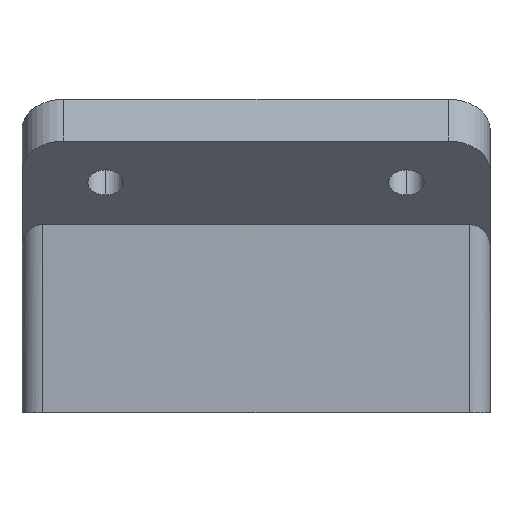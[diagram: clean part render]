
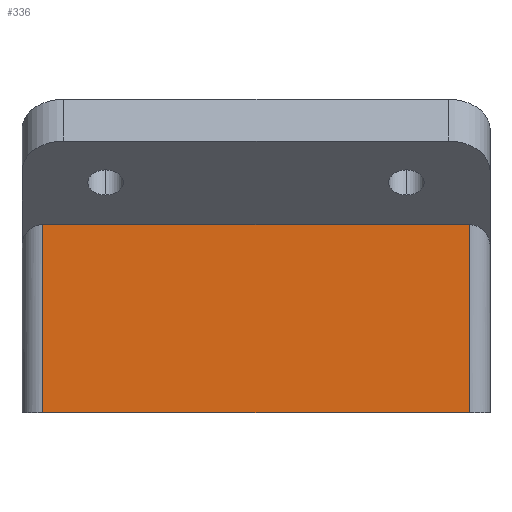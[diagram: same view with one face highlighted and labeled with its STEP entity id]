
A CAD part, left-side view. The second image highlights one B-rep face of the part: STEP entity #336.
In plain terms, the highlighted planar face has unit normal (-1, 0, 0).
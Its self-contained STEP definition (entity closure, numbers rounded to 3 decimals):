
#49 = VERTEX_POINT ( 'NONE', #1087 ) ;
#123 = EDGE_CURVE ( 'NONE', #317, #579, #140, .T. ) ;
#140 = LINE ( 'NONE', #654, #436 ) ;
#192 = PLANE ( 'NONE',  #1195 ) ;
#208 = EDGE_CURVE ( 'NONE', #49, #409, #1034, .T. ) ;
#218 = CARTESIAN_POINT ( 'NONE',  ( -40., 51., 45. ) ) ;
#279 = ORIENTED_EDGE ( 'NONE', *, *, #123, .T. ) ;
#283 = CARTESIAN_POINT ( 'NONE',  ( -40., 56., 0. ) ) ;
#285 = DIRECTION ( 'NONE',  ( 1., 0., 0. ) ) ;
#289 = CARTESIAN_POINT ( 'NONE',  ( -40., 56., 100. ) ) ;
#317 = VERTEX_POINT ( 'NONE', #401 ) ;
#336 = ADVANCED_FACE ( 'NONE', ( #1275 ), #192, .F. ) ;
#390 = ORIENTED_EDGE ( 'NONE', *, *, #457, .T. ) ;
#401 = CARTESIAN_POINT ( 'NONE',  ( -40., -51., 45. ) ) ;
#406 = ORIENTED_EDGE ( 'NONE', *, *, #515, .T. ) ;
#409 = VERTEX_POINT ( 'NONE', #1143 ) ;
#436 = VECTOR ( 'NONE', #968, 1000. ) ;
#457 = EDGE_CURVE ( 'NONE', #409, #317, #949, .T. ) ;
#515 = EDGE_CURVE ( 'NONE', #579, #49, #1085, .T. ) ;
#535 = EDGE_LOOP ( 'NONE', ( #279, #406, #1104, #390 ) ) ;
#579 = VERTEX_POINT ( 'NONE', #218 ) ;
#654 = CARTESIAN_POINT ( 'NONE',  ( -40., 56., 45. ) ) ;
#814 = DIRECTION ( 'NONE',  ( 0., 0., -1. ) ) ;
#897 = VECTOR ( 'NONE', #1009, 1000. ) ;
#949 = LINE ( 'NONE', #1158, #1300 ) ;
#968 = DIRECTION ( 'NONE',  ( 0., 1., 0. ) ) ;
#1003 = VECTOR ( 'NONE', #1170, 1000. ) ;
#1009 = DIRECTION ( 'NONE',  ( 0., -1., 0. ) ) ;
#1034 = LINE ( 'NONE', #283, #897 ) ;
#1085 = LINE ( 'NONE', #1177, #1003 ) ;
#1087 = CARTESIAN_POINT ( 'NONE',  ( -40., 51., 0. ) ) ;
#1104 = ORIENTED_EDGE ( 'NONE', *, *, #208, .T. ) ;
#1143 = CARTESIAN_POINT ( 'NONE',  ( -40., -51., 0. ) ) ;
#1158 = CARTESIAN_POINT ( 'NONE',  ( -40., -51., 100. ) ) ;
#1170 = DIRECTION ( 'NONE',  ( 0., 0., -1. ) ) ;
#1177 = CARTESIAN_POINT ( 'NONE',  ( -40., 51., 100. ) ) ;
#1195 = AXIS2_PLACEMENT_3D ( 'NONE', #289, #285, #814 ) ;
#1247 = DIRECTION ( 'NONE',  ( 0., 0., 1. ) ) ;
#1275 = FACE_OUTER_BOUND ( 'NONE', #535, .T. ) ;
#1300 = VECTOR ( 'NONE', #1247, 1000. ) ;
